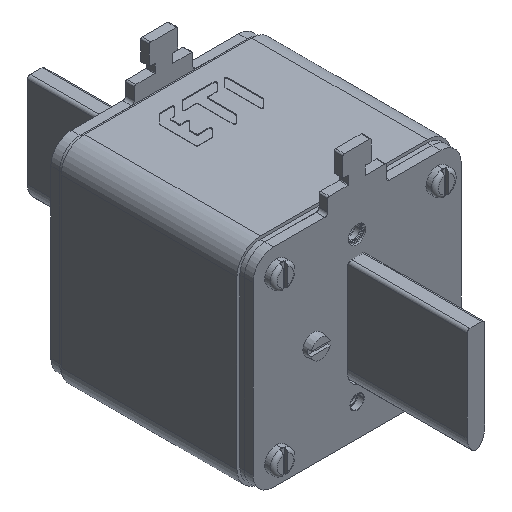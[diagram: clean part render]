
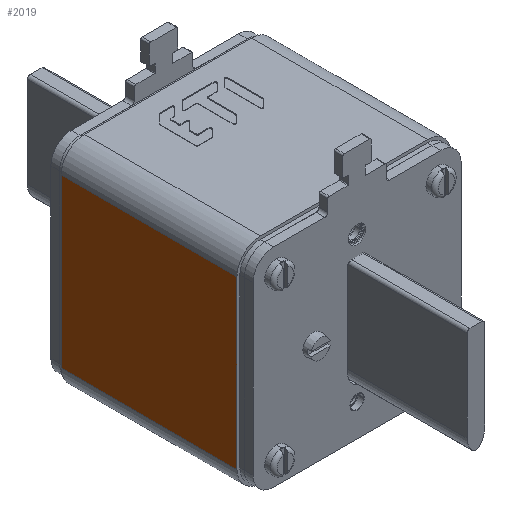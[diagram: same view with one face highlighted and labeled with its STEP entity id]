
A CAD part, isometric view. The second image highlights one B-rep face of the part: STEP entity #2019.
In plain terms, the highlighted face is planar.
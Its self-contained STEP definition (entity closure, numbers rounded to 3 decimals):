
#399=DIRECTION('',(0.,0.,1.));
#400=VECTOR('',#399,60.);
#401=CARTESIAN_POINT('',(36.5,28.5,-30.));
#402=LINE('',#401,#400);
#413=DIRECTION('',(0.,-1.,0.));
#414=VECTOR('',#413,57.);
#415=CARTESIAN_POINT('',(36.5,28.5,-30.));
#416=LINE('',#415,#414);
#427=DIRECTION('',(0.,0.,-1.));
#428=VECTOR('',#427,60.);
#429=CARTESIAN_POINT('',(36.5,-28.5,30.));
#430=LINE('',#429,#428);
#786=DIRECTION('',(0.,-1.,0.));
#787=VECTOR('',#786,57.);
#788=CARTESIAN_POINT('',(36.5,28.5,30.));
#789=LINE('',#788,#787);
#1709=CARTESIAN_POINT('',(36.5,28.5,-30.));
#1711=VERTEX_POINT('',#1709);
#1723=CARTESIAN_POINT('',(36.5,-28.5,-30.));
#1724=VERTEX_POINT('',#1723);
#1725=CARTESIAN_POINT('',(36.5,28.5,30.));
#1726=VERTEX_POINT('',#1725);
#1729=CARTESIAN_POINT('',(36.5,-28.5,30.));
#1730=VERTEX_POINT('',#1729);
#2006=CARTESIAN_POINT('',(36.5,-36.5,-30.));
#2007=DIRECTION('',(1.,0.,0.));
#2008=DIRECTION('',(0.,1.,0.));
#2009=AXIS2_PLACEMENT_3D('',#2006,#2007,#2008);
#2010=PLANE('',#2009);
#2011=ORIENTED_EDGE('',*,*,#1997,.F.);
#2012=ORIENTED_EDGE('',*,*,#1980,.T.);
#2014=ORIENTED_EDGE('',*,*,#2013,.F.);
#2016=ORIENTED_EDGE('',*,*,#2015,.F.);
#2017=EDGE_LOOP('',(#2011,#2012,#2014,#2016));
#2018=FACE_OUTER_BOUND('',#2017,.F.);
#1980=EDGE_CURVE('',#1711,#1724,#416,.T.);
#1997=EDGE_CURVE('',#1711,#1726,#402,.T.);
#2013=EDGE_CURVE('',#1730,#1724,#430,.T.);
#2015=EDGE_CURVE('',#1726,#1730,#789,.T.);
#2019=ADVANCED_FACE('',(#2018),#2010,.T.);
